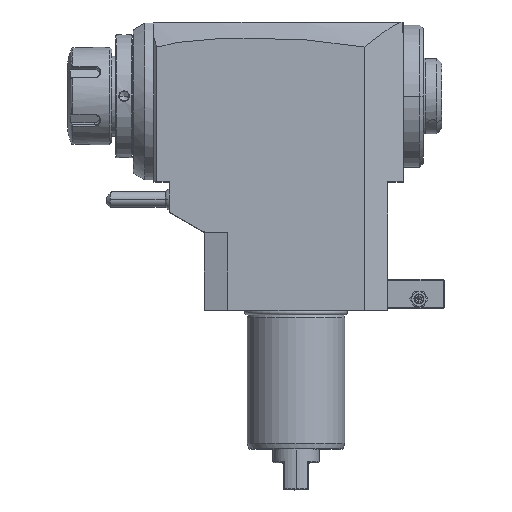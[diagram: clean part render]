
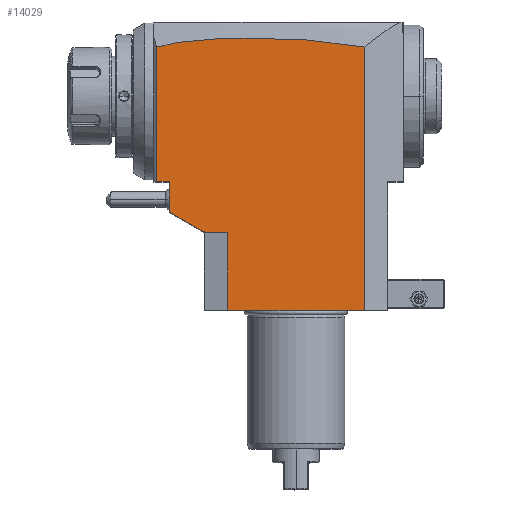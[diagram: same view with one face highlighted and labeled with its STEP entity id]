
A CAD part, top view. The second image highlights one B-rep face of the part: STEP entity #14029.
In plain terms, the highlighted planar face has unit normal (0, 0, 1).
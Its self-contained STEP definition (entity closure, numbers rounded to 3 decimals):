
#25=DIRECTION('',(-1.,0.,0.));
#26=VECTOR('',#25,70.);
#27=CARTESIAN_POINT('',(35.,0.,44.));
#28=LINE('',#27,#26);
#3981=DIRECTION('',(0.866,-0.5,0.));
#3982=VECTOR('',#3981,1.155);
#3983=CARTESIAN_POINT('',(-47.,40.577,44.));
#3984=LINE('',#3983,#3982);
#3985=DIRECTION('',(0.,1.,0.));
#3986=VECTOR('',#3985,0.577);
#3987=CARTESIAN_POINT('',(-47.,40.,44.));
#3988=LINE('',#3987,#3986);
#3989=DIRECTION('',(0.866,-0.5,0.));
#3990=VECTOR('',#3989,20.785);
#3991=CARTESIAN_POINT('',(-65.,50.392,44.));
#3992=LINE('',#3991,#3990);
#3993=DIRECTION('',(0.,-1.,0.));
#3994=VECTOR('',#3993,15.608);
#3995=CARTESIAN_POINT('',(-65.,66.,44.));
#3996=LINE('',#3995,#3994);
#3997=DIRECTION('',(0.,-1.,0.));
#3998=VECTOR('',#3997,69.054);
#3999=CARTESIAN_POINT('',(-71.5,135.054,44.));
#4000=LINE('',#3999,#3998);
#4001=CARTESIAN_POINT('',(35.,135.17,44.));
#4002=CARTESIAN_POINT('',(33.75,135.412,44.));
#4003=CARTESIAN_POINT('',(31.235,135.868,44.));
#4004=CARTESIAN_POINT('',(27.421,136.482,44.));
#4005=CARTESIAN_POINT('',(23.553,137.035,44.));
#4006=CARTESIAN_POINT('',(19.629,137.534,44.));
#4007=CARTESIAN_POINT('',(15.612,137.988,44.));
#4008=CARTESIAN_POINT('',(11.317,138.416,44.));
#4009=CARTESIAN_POINT('',(6.561,138.824,44.));
#4010=CARTESIAN_POINT('',(1.204,139.208,44.));
#4011=CARTESIAN_POINT('',(-4.429,139.525,44.));
#4012=CARTESIAN_POINT('',(-10.023,139.759,44.));
#4013=CARTESIAN_POINT('',(-15.568,139.913,44.));
#4014=CARTESIAN_POINT('',(-21.083,139.986,44.));
#4015=CARTESIAN_POINT('',(-26.525,139.98,44.));
#4016=CARTESIAN_POINT('',(-31.824,139.895,44.));
#4017=CARTESIAN_POINT('',(-36.782,139.737,44.));
#4018=CARTESIAN_POINT('',(-41.282,139.524,44.));
#4019=CARTESIAN_POINT('',(-45.238,139.276,44.));
#4020=CARTESIAN_POINT('',(-48.701,139.006,44.));
#4021=CARTESIAN_POINT('',(-51.762,138.721,44.));
#4022=CARTESIAN_POINT('',(-54.473,138.428,44.));
#4023=CARTESIAN_POINT('',(-56.89,138.13,44.));
#4024=CARTESIAN_POINT('',(-59.048,137.83,44.));
#4025=CARTESIAN_POINT('',(-60.957,137.534,44.));
#4026=CARTESIAN_POINT('',(-62.627,137.248,44.));
#4027=CARTESIAN_POINT('',(-64.104,136.971,44.));
#4028=CARTESIAN_POINT('',(-65.451,136.695,44.));
#4029=CARTESIAN_POINT('',(-66.727,136.411,44.));
#4030=CARTESIAN_POINT('',(-67.994,136.103,44.));
#4031=CARTESIAN_POINT('',(-69.23,135.772,44.));
#4032=CARTESIAN_POINT('',(-70.414,135.42,44.));
#4033=CARTESIAN_POINT('',(-71.146,135.178,44.));
#4034=CARTESIAN_POINT('',(-71.5,135.054,44.));
#4036=DIRECTION('',(0.,-1.,0.));
#4037=VECTOR('',#4036,135.17);
#4038=CARTESIAN_POINT('',(35.,135.17,44.));
#4039=LINE('',#4038,#4037);
#4080=DIRECTION('',(0.,-1.,0.));
#4081=VECTOR('',#4080,40.);
#4082=CARTESIAN_POINT('',(-35.,40.,44.));
#4083=LINE('',#4082,#4081);
#4096=DIRECTION('',(1.,0.,0.));
#4097=VECTOR('',#4096,11.);
#4098=CARTESIAN_POINT('',(-46.,40.,44.));
#4099=LINE('',#4098,#4097);
#4163=DIRECTION('',(1.,0.,0.));
#4164=VECTOR('',#4163,6.5);
#4165=CARTESIAN_POINT('',(-71.5,66.,44.));
#4166=LINE('',#4165,#4164);
#9610=CARTESIAN_POINT('',(-71.5,66.,44.));
#9611=VERTEX_POINT('',#9610);
#9612=VERTEX_POINT('',#4001);
#9613=VERTEX_POINT('',#4034);
#9632=CARTESIAN_POINT('',(-46.,40.,44.));
#9633=CARTESIAN_POINT('',(-35.,40.,44.));
#9634=VERTEX_POINT('',#9632);
#9635=VERTEX_POINT('',#9633);
#9967=CARTESIAN_POINT('',(35.,0.,44.));
#9968=CARTESIAN_POINT('',(-35.,0.,44.));
#9969=VERTEX_POINT('',#9967);
#9970=VERTEX_POINT('',#9968);
#9995=CARTESIAN_POINT('',(-65.,50.392,44.));
#9996=CARTESIAN_POINT('',(-47.,40.,44.));
#9997=VERTEX_POINT('',#9995);
#9998=VERTEX_POINT('',#9996);
#10047=CARTESIAN_POINT('',(-47.,40.577,44.));
#10049=VERTEX_POINT('',#10047);
#10111=CARTESIAN_POINT('',(-65.,66.,44.));
#10112=VERTEX_POINT('',#10111);
#14004=CARTESIAN_POINT('',(-53.475,40.,44.));
#14005=DIRECTION('',(0.,0.,1.));
#14006=DIRECTION('',(1.,0.,0.));
#14007=AXIS2_PLACEMENT_3D('',#14004,#14005,#14006);
#14008=PLANE('',#14007);
#14010=ORIENTED_EDGE('',*,*,#14009,.F.);
#14012=ORIENTED_EDGE('',*,*,#14011,.F.);
#14014=ORIENTED_EDGE('',*,*,#14013,.F.);
#14016=ORIENTED_EDGE('',*,*,#14015,.F.);
#14018=ORIENTED_EDGE('',*,*,#14017,.F.);
#14019=ORIENTED_EDGE('',*,*,#13695,.F.);
#14020=ORIENTED_EDGE('',*,*,#13742,.F.);
#14021=ORIENTED_EDGE('',*,*,#13997,.T.);
#14022=ORIENTED_EDGE('',*,*,#10140,.T.);
#14024=ORIENTED_EDGE('',*,*,#14023,.F.);
#14026=ORIENTED_EDGE('',*,*,#14025,.F.);
#14027=EDGE_LOOP('',(#14010,#14012,#14014,#14016,#14018,#14019,#14020,#14021,
#14022,#14024,#14026));
#14028=FACE_OUTER_BOUND('',#14027,.F.);
#4035=B_SPLINE_CURVE_WITH_KNOTS('',3,(#4001,#4002,#4003,#4004,#4005,#4006,#4007,
#4008,#4009,#4010,#4011,#4012,#4013,#4014,#4015,#4016,#4017,#4018,#4019,#4020,
#4021,#4022,#4023,#4024,#4025,#4026,#4027,#4028,#4029,#4030,#4031,#4032,#4033,
#4034),.UNSPECIFIED.,.F.,.F.,(4,1,1,1,1,1,1,1,1,1,1,1,1,1,1,1,1,1,1,1,1,1,1,1,1,
1,1,1,1,1,1,4),(0.,0.032,0.065,0.097,
0.129,0.161,0.194,0.226,
0.258,0.29,0.323,0.355,
0.387,0.419,0.452,0.484,
0.516,0.548,0.581,0.613,
0.645,0.677,0.71,0.742,
0.774,0.806,0.839,0.871,
0.903,0.935,0.968,1.),.UNSPECIFIED.);
#10140=EDGE_CURVE('',#9969,#9970,#28,.T.);
#13695=EDGE_CURVE('',#9613,#9611,#4000,.T.);
#13742=EDGE_CURVE('',#9612,#9613,#4035,.T.);
#13997=EDGE_CURVE('',#9612,#9969,#4039,.T.);
#14009=EDGE_CURVE('',#10049,#9634,#3984,.T.);
#14011=EDGE_CURVE('',#9998,#10049,#3988,.T.);
#14013=EDGE_CURVE('',#9997,#9998,#3992,.T.);
#14015=EDGE_CURVE('',#10112,#9997,#3996,.T.);
#14017=EDGE_CURVE('',#9611,#10112,#4166,.T.);
#14023=EDGE_CURVE('',#9635,#9970,#4083,.T.);
#14025=EDGE_CURVE('',#9634,#9635,#4099,.T.);
#14029=ADVANCED_FACE('',(#14028),#14008,.T.);
